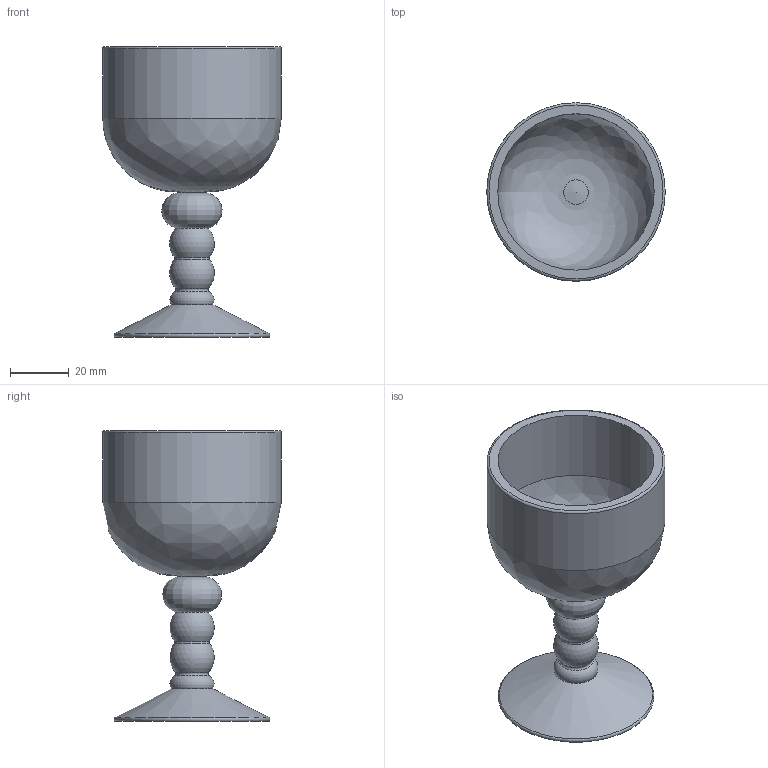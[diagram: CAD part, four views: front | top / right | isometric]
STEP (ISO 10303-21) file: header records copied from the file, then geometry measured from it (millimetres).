
FILE_DESCRIPTION(('FreeCAD Model'),'2;1');
FILE_NAME('Open CASCADE Shape Model','2025-04-26T09:25:54',('FreeCAD'),( 'FreeCAD'),'Open CASCADE STEP processor 7.6','FreeCAD','Unknown');
FILE_SCHEMA(('AUTOMOTIVE_DESIGN { 1 0 10303 214 1 1 1 1 }'));
Length unit declared in the file: millimetre
Products named in the file (1): Open CASCADE STEP translator 7.6 1
Bounding box: 60.94 x 60.94 x 99.36 mm (x, y, z)
Volume: 53988.4 mm3; surface area: 25730.5 mm2
Topology: 1 solids, 2 shells, 18 faces, 41 edges, 25 vertices
Faces by surface type: torus 6, revolution 3, sphere 3, cone 2, cylinder 2, plane 2
Full cylindrical faces by diameter (mm): 53.435 x1, 60.945 x1
Entity records: 594 total; most frequent: CARTESIAN_POINT 205, DIRECTION 81, ORIENTED_EDGE 76, AXIS2_PLACEMENT_3D 39, EDGE_CURVE 39, VERTEX_POINT 25, CIRCLE 23, FACE_BOUND 19
